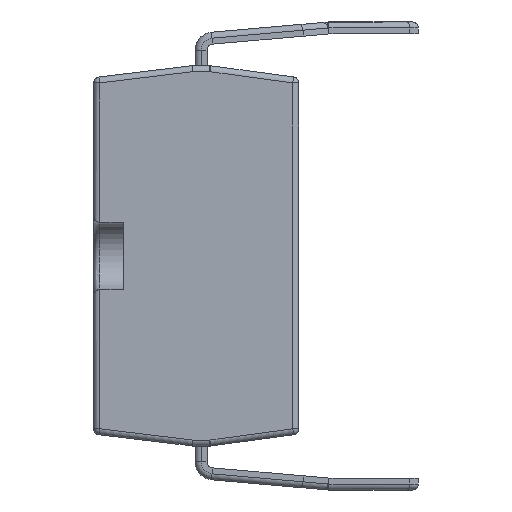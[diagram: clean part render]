
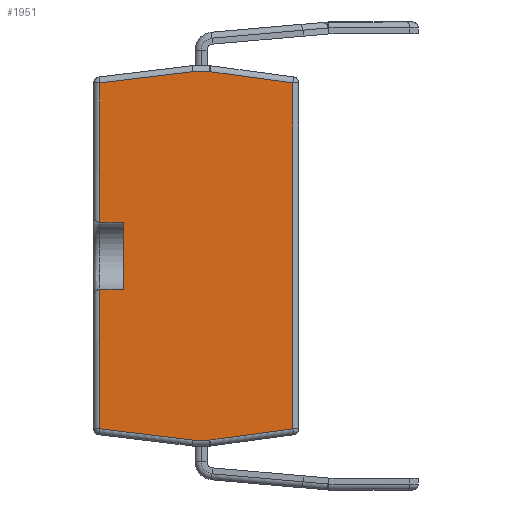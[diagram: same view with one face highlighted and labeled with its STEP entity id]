
A CAD part, left-side view. The second image highlights one B-rep face of the part: STEP entity #1951.
In plain terms, the highlighted planar face has unit normal (-1, 0, 0).
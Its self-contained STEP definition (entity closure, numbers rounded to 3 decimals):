
#25 = EDGE_CURVE ( 'NONE', #11268, #6810, #10387, .T. ) ;
#73 = CARTESIAN_POINT ( 'NONE',  ( 0., 1.994, 3.08 ) ) ;
#100 = ORIENTED_EDGE ( 'NONE', *, *, #3467, .T. ) ;
#211 = CARTESIAN_POINT ( 'NONE',  ( 0., 3.837, 2.891 ) ) ;
#332 = VECTOR ( 'NONE', #11032, 1000. ) ;
#369 = DIRECTION ( 'NONE',  ( -1., 0., 0. ) ) ;
#432 = AXIS2_PLACEMENT_3D ( 'NONE', #5716, #369, #6601 ) ;
#627 = LINE ( 'NONE', #3982, #332 ) ;
#681 = VERTEX_POINT ( 'NONE', #73 ) ;
#783 = ORIENTED_EDGE ( 'NONE', *, *, #3174, .T. ) ;
#795 = CARTESIAN_POINT ( 'NONE',  ( 0., 3.437, 0.564 ) ) ;
#847 = LINE ( 'NONE', #9715, #5580 ) ;
#1398 = CARTESIAN_POINT ( 'NONE',  ( 0., 3.837, -0.564 ) ) ;
#1493 = VERTEX_POINT ( 'NONE', #795 ) ;
#1516 = LINE ( 'NONE', #8368, #6835 ) ;
#1600 = DIRECTION ( 'NONE',  ( 0., -0.993, -0.12 ) ) ;
#1638 = VERTEX_POINT ( 'NONE', #4493 ) ;
#1841 = ORIENTED_EDGE ( 'NONE', *, *, #7467, .T. ) ;
#1866 = ORIENTED_EDGE ( 'NONE', *, *, #6442, .T. ) ;
#1951 = ADVANCED_FACE ( 'NONE', ( #11297 ), #4811, .T. ) ;
#1991 = VERTEX_POINT ( 'NONE', #7535 ) ;
#2024 = CARTESIAN_POINT ( 'NONE',  ( 0., 3.437, 0.564 ) ) ;
#2156 = DIRECTION ( 'NONE',  ( 0., 1., 0. ) ) ;
#2182 = EDGE_CURVE ( 'NONE', #6810, #7032, #7552, .T. ) ;
#2439 = CARTESIAN_POINT ( 'NONE',  ( 0., 1.993, -3.075 ) ) ;
#2448 = EDGE_CURVE ( 'NONE', #3199, #1493, #9771, .T. ) ;
#2730 = EDGE_CURVE ( 'NONE', #1638, #5964, #4481, .T. ) ;
#3089 = CARTESIAN_POINT ( 'NONE',  ( 0., 3.437, -0.564 ) ) ;
#3090 = CARTESIAN_POINT ( 'NONE',  ( 0., 0.608, 2.98 ) ) ;
#3174 = EDGE_CURVE ( 'NONE', #681, #1638, #1516, .T. ) ;
#3199 = VERTEX_POINT ( 'NONE', #3089 ) ;
#3248 = VECTOR ( 'NONE', #8231, 1000. ) ;
#3448 = CARTESIAN_POINT ( 'NONE',  ( 0., 3.837, -2.975 ) ) ;
#3467 = EDGE_CURVE ( 'NONE', #3199, #11268, #847, .T. ) ;
#3697 = LINE ( 'NONE', #9536, #5772 ) ;
#3707 = CARTESIAN_POINT ( 'NONE',  ( 0., 0.608, 2.893 ) ) ;
#3982 = CARTESIAN_POINT ( 'NONE',  ( 0., 3.437, 0.564 ) ) ;
#4051 = LINE ( 'NONE', #3090, #8380 ) ;
#4234 = CARTESIAN_POINT ( 'NONE',  ( 0., 2.274, -3.076 ) ) ;
#4453 = EDGE_LOOP ( 'NONE', ( #100, #8223, #4739, #4959, #1841, #1866, #10673, #783, #5146, #9062, #9859, #9084 ) ) ;
#4481 = LINE ( 'NONE', #5073, #10994 ) ;
#4493 = CARTESIAN_POINT ( 'NONE',  ( 0., 2.281, 3.08 ) ) ;
#4512 = LINE ( 'NONE', #7357, #8965 ) ;
#4582 = VERTEX_POINT ( 'NONE', #2439 ) ;
#4667 = EDGE_CURVE ( 'NONE', #1493, #1991, #627, .T. ) ;
#4739 = ORIENTED_EDGE ( 'NONE', *, *, #2182, .T. ) ;
#4789 = EDGE_CURVE ( 'NONE', #11015, #681, #3697, .T. ) ;
#4811 = PLANE ( 'NONE',  #432 ) ;
#4959 = ORIENTED_EDGE ( 'NONE', *, *, #10884, .T. ) ;
#5073 = CARTESIAN_POINT ( 'NONE',  ( 0., 3.925, 2.881 ) ) ;
#5108 = EDGE_CURVE ( 'NONE', #5964, #1991, #4512, .T. ) ;
#5146 = ORIENTED_EDGE ( 'NONE', *, *, #2730, .T. ) ;
#5580 = VECTOR ( 'NONE', #11492, 1000. ) ;
#5716 = CARTESIAN_POINT ( 'NONE',  ( 0., 0., 0. ) ) ;
#5752 = VECTOR ( 'NONE', #1600, 1000. ) ;
#5772 = VECTOR ( 'NONE', #5809, 1000. ) ;
#5809 = DIRECTION ( 'NONE',  ( 0., 0.991, 0.134 ) ) ;
#5815 = VECTOR ( 'NONE', #6789, 1000. ) ;
#5962 = VECTOR ( 'NONE', #7873, 1000. ) ;
#5964 = VERTEX_POINT ( 'NONE', #211 ) ;
#6442 = EDGE_CURVE ( 'NONE', #10655, #11015, #4051, .T. ) ;
#6601 = DIRECTION ( 'NONE',  ( 0., 0., 1. ) ) ;
#6789 = DIRECTION ( 'NONE',  ( 0., -0.991, 0.134 ) ) ;
#6810 = VERTEX_POINT ( 'NONE', #8953 ) ;
#6835 = VECTOR ( 'NONE', #2156, 1000. ) ;
#7032 = VERTEX_POINT ( 'NONE', #9292 ) ;
#7074 = CARTESIAN_POINT ( 'NONE',  ( 0., 1.986, -3.075 ) ) ;
#7357 = CARTESIAN_POINT ( 'NONE',  ( 0., 3.837, 0.564 ) ) ;
#7467 = EDGE_CURVE ( 'NONE', #4582, #10655, #8186, .T. ) ;
#7535 = CARTESIAN_POINT ( 'NONE',  ( 0., 3.837, 0.564 ) ) ;
#7552 = LINE ( 'NONE', #4234, #5752 ) ;
#7873 = DIRECTION ( 'NONE',  ( 0., 0., -1. ) ) ;
#8186 = LINE ( 'NONE', #10308, #5815 ) ;
#8223 = ORIENTED_EDGE ( 'NONE', *, *, #25, .T. ) ;
#8231 = DIRECTION ( 'NONE',  ( 0., 0., 1. ) ) ;
#8251 = CARTESIAN_POINT ( 'NONE',  ( 0., 0.608, -2.888 ) ) ;
#8368 = CARTESIAN_POINT ( 'NONE',  ( 0., 2.287, 3.08 ) ) ;
#8380 = VECTOR ( 'NONE', #8404, 1000. ) ;
#8404 = DIRECTION ( 'NONE',  ( 0., 0., 1. ) ) ;
#8614 = DIRECTION ( 'NONE',  ( 0., 0.993, -0.12 ) ) ;
#8953 = CARTESIAN_POINT ( 'NONE',  ( 0., 3.837, -2.886 ) ) ;
#8965 = VECTOR ( 'NONE', #9146, 1000. ) ;
#9062 = ORIENTED_EDGE ( 'NONE', *, *, #5108, .T. ) ;
#9084 = ORIENTED_EDGE ( 'NONE', *, *, #2448, .F. ) ;
#9146 = DIRECTION ( 'NONE',  ( 0., 0., -1. ) ) ;
#9292 = CARTESIAN_POINT ( 'NONE',  ( 0., 2.28, -3.075 ) ) ;
#9536 = CARTESIAN_POINT ( 'NONE',  ( 0., 2., 3.081 ) ) ;
#9715 = CARTESIAN_POINT ( 'NONE',  ( 0., 3.437, -0.564 ) ) ;
#9752 = DIRECTION ( 'NONE',  ( 0., -1., 0. ) ) ;
#9771 = LINE ( 'NONE', #2024, #3248 ) ;
#9859 = ORIENTED_EDGE ( 'NONE', *, *, #4667, .F. ) ;
#10143 = VECTOR ( 'NONE', #9752, 1000. ) ;
#10308 = CARTESIAN_POINT ( 'NONE',  ( 0., 0.521, -2.876 ) ) ;
#10387 = LINE ( 'NONE', #3448, #5962 ) ;
#10421 = LINE ( 'NONE', #7074, #10143 ) ;
#10655 = VERTEX_POINT ( 'NONE', #8251 ) ;
#10673 = ORIENTED_EDGE ( 'NONE', *, *, #4789, .T. ) ;
#10884 = EDGE_CURVE ( 'NONE', #7032, #4582, #10421, .T. ) ;
#10994 = VECTOR ( 'NONE', #8614, 1000. ) ;
#11015 = VERTEX_POINT ( 'NONE', #3707 ) ;
#11032 = DIRECTION ( 'NONE',  ( 0., 1., 0. ) ) ;
#11268 = VERTEX_POINT ( 'NONE', #1398 ) ;
#11297 = FACE_OUTER_BOUND ( 'NONE', #4453, .T. ) ;
#11492 = DIRECTION ( 'NONE',  ( 0., 1., 0. ) ) ;
